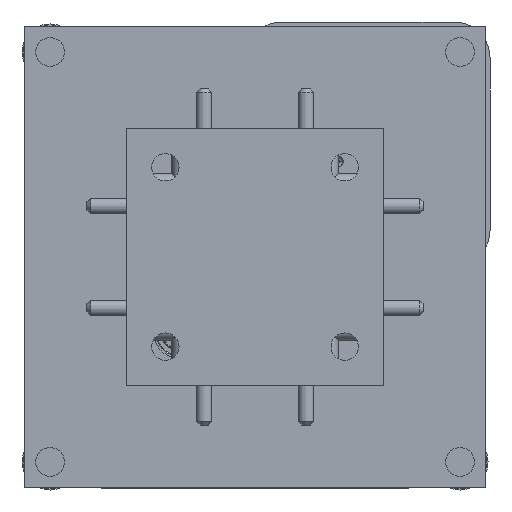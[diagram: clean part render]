
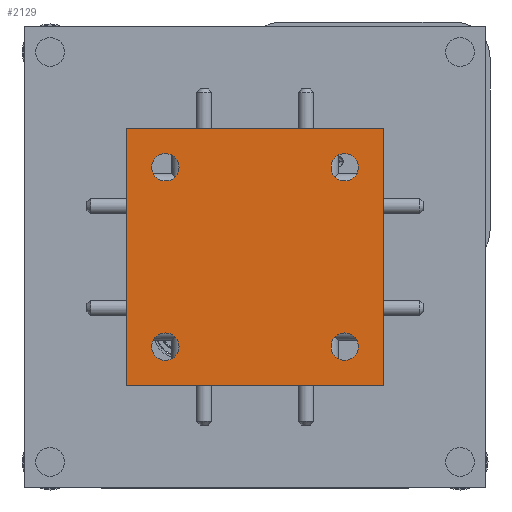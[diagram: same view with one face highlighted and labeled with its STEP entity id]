
A CAD part, front view. The second image highlights one B-rep face of the part: STEP entity #2129.
In plain terms, the highlighted planar face has unit normal (0, -1, 0).
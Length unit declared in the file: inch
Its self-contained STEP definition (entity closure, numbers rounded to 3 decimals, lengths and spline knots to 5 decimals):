
#69 = CARTESIAN_POINT ( 'NONE',  ( -0.35, 0., -0.40325 ) ) ;
#433 = AXIS2_PLACEMENT_3D ( 'NONE', #5259, #23659, #32246 ) ;
#570 = DIRECTION ( 'NONE',  ( 0., 0., -1. ) ) ;
#628 = EDGE_CURVE ( 'NONE', #25657, #3821, #33086, .T. ) ;
#1385 = EDGE_LOOP ( 'NONE', ( #27182, #22302 ) ) ;
#1422 = EDGE_CURVE ( 'NONE', #23280, #13229, #34756, .T. ) ;
#1717 = EDGE_CURVE ( 'NONE', #14613, #25657, #27814, .T. ) ;
#1780 = FACE_BOUND ( 'NONE', #34804, .T. ) ;
#2129 = ADVANCED_FACE ( 'NONE', ( #1780, #16542, #29528, #11297, #32542 ), #22112, .F. ) ;
#2204 = AXIS2_PLACEMENT_3D ( 'NONE', #2494, #30499, #11089 ) ;
#2306 = VERTEX_POINT ( 'NONE', #27281 ) ;
#2494 = CARTESIAN_POINT ( 'NONE',  ( 0.35, 0., -0.35 ) ) ;
#3043 = ORIENTED_EDGE ( 'NONE', *, *, #1717, .F. ) ;
#3782 = CARTESIAN_POINT ( 'NONE',  ( -0.5, 0., 0.5 ) ) ;
#3821 = VERTEX_POINT ( 'NONE', #29866 ) ;
#4308 = EDGE_CURVE ( 'NONE', #29102, #14613, #7774, .T. ) ;
#4380 = AXIS2_PLACEMENT_3D ( 'NONE', #33135, #8402, #24891 ) ;
#4417 = CARTESIAN_POINT ( 'NONE',  ( -0.35, 0., 0.29675 ) ) ;
#4486 = DIRECTION ( 'NONE',  ( 0., -1., 0. ) ) ;
#5259 = CARTESIAN_POINT ( 'NONE',  ( 0.35, 0., 0.35 ) ) ;
#5331 = EDGE_LOOP ( 'NONE', ( #23509, #32568 ) ) ;
#5340 = DIRECTION ( 'NONE',  ( 0., 0., -1. ) ) ;
#5349 = DIRECTION ( 'NONE',  ( 0., -1., 0. ) ) ;
#5919 = CIRCLE ( 'NONE', #13980, 0.05325 ) ;
#5956 = VECTOR ( 'NONE', #23077, 39.37008 ) ;
#6330 = CARTESIAN_POINT ( 'NONE',  ( 0.5, 0., 0.5 ) ) ;
#7027 = CIRCLE ( 'NONE', #7412, 0.05325 ) ;
#7412 = AXIS2_PLACEMENT_3D ( 'NONE', #33453, #30324, #5340 ) ;
#7774 = LINE ( 'NONE', #13678, #34701 ) ;
#7879 = ORIENTED_EDGE ( 'NONE', *, *, #16862, .F. ) ;
#7992 = CARTESIAN_POINT ( 'NONE',  ( -0.5, 0., -0.5 ) ) ;
#8258 = CARTESIAN_POINT ( 'NONE',  ( -0.35, 0., -0.29675 ) ) ;
#8402 = DIRECTION ( 'NONE',  ( 0., 1., 0. ) ) ;
#8635 = CARTESIAN_POINT ( 'NONE',  ( 0.5, 0., 0.5 ) ) ;
#9570 = EDGE_CURVE ( 'NONE', #20273, #10611, #7027, .T. ) ;
#9904 = CARTESIAN_POINT ( 'NONE',  ( -0.5, 0., 0.5 ) ) ;
#10611 = VERTEX_POINT ( 'NONE', #26822 ) ;
#10928 = CARTESIAN_POINT ( 'NONE',  ( 0.35, 0., -0.35 ) ) ;
#11055 = VERTEX_POINT ( 'NONE', #8258 ) ;
#11089 = DIRECTION ( 'NONE',  ( 0., 0., -1. ) ) ;
#11262 = ORIENTED_EDGE ( 'NONE', *, *, #628, .F. ) ;
#11297 = FACE_BOUND ( 'NONE', #1385, .T. ) ;
#11955 = CARTESIAN_POINT ( 'NONE',  ( 0.35, 0., -0.29675 ) ) ;
#12115 = CARTESIAN_POINT ( 'NONE',  ( 0.35, 0., 0.35 ) ) ;
#13229 = VERTEX_POINT ( 'NONE', #24577 ) ;
#13678 = CARTESIAN_POINT ( 'NONE',  ( 0.5, 0., -0.5 ) ) ;
#13980 = AXIS2_PLACEMENT_3D ( 'NONE', #12115, #17802, #20719 ) ;
#14109 = CARTESIAN_POINT ( 'NONE',  ( 0.5, 0., -0.5 ) ) ;
#14395 = DIRECTION ( 'NONE',  ( 0., -1., 0. ) ) ;
#14446 = CIRCLE ( 'NONE', #32102, 0.05325 ) ;
#14613 = VERTEX_POINT ( 'NONE', #7992 ) ;
#15798 = EDGE_CURVE ( 'NONE', #10611, #20273, #17365, .T. ) ;
#16542 = FACE_BOUND ( 'NONE', #5331, .T. ) ;
#16775 = DIRECTION ( 'NONE',  ( 0., 0., -1. ) ) ;
#16862 = EDGE_CURVE ( 'NONE', #31385, #2306, #27250, .T. ) ;
#17365 = CIRCLE ( 'NONE', #21435, 0.05325 ) ;
#17798 = ORIENTED_EDGE ( 'NONE', *, *, #30166, .F. ) ;
#17801 = ORIENTED_EDGE ( 'NONE', *, *, #4308, .F. ) ;
#17802 = DIRECTION ( 'NONE',  ( 0., -1., 0. ) ) ;
#19509 = CARTESIAN_POINT ( 'NONE',  ( -0.35, 0., -0.35 ) ) ;
#20273 = VERTEX_POINT ( 'NONE', #4417 ) ;
#20376 = DIRECTION ( 'NONE',  ( 0., 0., 1. ) ) ;
#20520 = AXIS2_PLACEMENT_3D ( 'NONE', #10928, #5349, #35411 ) ;
#20719 = DIRECTION ( 'NONE',  ( 0., 0., -1. ) ) ;
#20854 = AXIS2_PLACEMENT_3D ( 'NONE', #19509, #14395, #570 ) ;
#21360 = VECTOR ( 'NONE', #25233, 39.37008 ) ;
#21435 = AXIS2_PLACEMENT_3D ( 'NONE', #23753, #4486, #23391 ) ;
#22087 = EDGE_CURVE ( 'NONE', #11055, #22440, #27103, .T. ) ;
#22112 = PLANE ( 'NONE',  #4380 ) ;
#22302 = ORIENTED_EDGE ( 'NONE', *, *, #30533, .F. ) ;
#22342 = ORIENTED_EDGE ( 'NONE', *, *, #27503, .F. ) ;
#22440 = VERTEX_POINT ( 'NONE', #69 ) ;
#23077 = DIRECTION ( 'NONE',  ( 0., 0., -1. ) ) ;
#23280 = VERTEX_POINT ( 'NONE', #33549 ) ;
#23391 = DIRECTION ( 'NONE',  ( 0., 0., -1. ) ) ;
#23509 = ORIENTED_EDGE ( 'NONE', *, *, #33851, .F. ) ;
#23659 = DIRECTION ( 'NONE',  ( 0., -1., 0. ) ) ;
#23753 = CARTESIAN_POINT ( 'NONE',  ( -0.35, 0., 0.35 ) ) ;
#24564 = DIRECTION ( 'NONE',  ( -1., 0., 0. ) ) ;
#24577 = CARTESIAN_POINT ( 'NONE',  ( 0.35, 0., 0.40325 ) ) ;
#24891 = DIRECTION ( 'NONE',  ( 0., 0., 1. ) ) ;
#25233 = DIRECTION ( 'NONE',  ( 1., 0., 0. ) ) ;
#25657 = VERTEX_POINT ( 'NONE', #9904 ) ;
#26774 = EDGE_LOOP ( 'NONE', ( #3043, #17801, #17798, #11262 ) ) ;
#26822 = CARTESIAN_POINT ( 'NONE',  ( -0.35, 0., 0.40325 ) ) ;
#27103 = CIRCLE ( 'NONE', #20854, 0.05325 ) ;
#27182 = ORIENTED_EDGE ( 'NONE', *, *, #1422, .F. ) ;
#27207 = LINE ( 'NONE', #6330, #5956 ) ;
#27250 = CIRCLE ( 'NONE', #20520, 0.05325 ) ;
#27281 = CARTESIAN_POINT ( 'NONE',  ( 0.35, 0., -0.40325 ) ) ;
#27503 = EDGE_CURVE ( 'NONE', #2306, #31385, #34155, .T. ) ;
#27814 = LINE ( 'NONE', #3782, #34332 ) ;
#28085 = ORIENTED_EDGE ( 'NONE', *, *, #9570, .F. ) ;
#29102 = VERTEX_POINT ( 'NONE', #14109 ) ;
#29528 = FACE_BOUND ( 'NONE', #32275, .T. ) ;
#29866 = CARTESIAN_POINT ( 'NONE',  ( 0.5, 0., 0.5 ) ) ;
#30166 = EDGE_CURVE ( 'NONE', #3821, #29102, #27207, .T. ) ;
#30324 = DIRECTION ( 'NONE',  ( 0., -1., 0. ) ) ;
#30499 = DIRECTION ( 'NONE',  ( 0., -1., 0. ) ) ;
#30533 = EDGE_CURVE ( 'NONE', #13229, #23280, #5919, .T. ) ;
#30552 = ORIENTED_EDGE ( 'NONE', *, *, #15798, .F. ) ;
#31385 = VERTEX_POINT ( 'NONE', #11955 ) ;
#32102 = AXIS2_PLACEMENT_3D ( 'NONE', #35928, #33244, #16775 ) ;
#32246 = DIRECTION ( 'NONE',  ( 0., 0., -1. ) ) ;
#32275 = EDGE_LOOP ( 'NONE', ( #28085, #30552 ) ) ;
#32542 = FACE_OUTER_BOUND ( 'NONE', #26774, .T. ) ;
#32568 = ORIENTED_EDGE ( 'NONE', *, *, #22087, .F. ) ;
#33086 = LINE ( 'NONE', #8635, #21360 ) ;
#33135 = CARTESIAN_POINT ( 'NONE',  ( -0.5, 0., -0.5 ) ) ;
#33244 = DIRECTION ( 'NONE',  ( 0., -1., 0. ) ) ;
#33453 = CARTESIAN_POINT ( 'NONE',  ( -0.35, 0., 0.35 ) ) ;
#33549 = CARTESIAN_POINT ( 'NONE',  ( 0.35, 0., 0.29675 ) ) ;
#33851 = EDGE_CURVE ( 'NONE', #22440, #11055, #14446, .T. ) ;
#34155 = CIRCLE ( 'NONE', #2204, 0.05325 ) ;
#34332 = VECTOR ( 'NONE', #20376, 39.37008 ) ;
#34701 = VECTOR ( 'NONE', #24564, 39.37008 ) ;
#34756 = CIRCLE ( 'NONE', #433, 0.05325 ) ;
#34804 = EDGE_LOOP ( 'NONE', ( #22342, #7879 ) ) ;
#35411 = DIRECTION ( 'NONE',  ( 0., 0., -1. ) ) ;
#35928 = CARTESIAN_POINT ( 'NONE',  ( -0.35, 0., -0.35 ) ) ;
